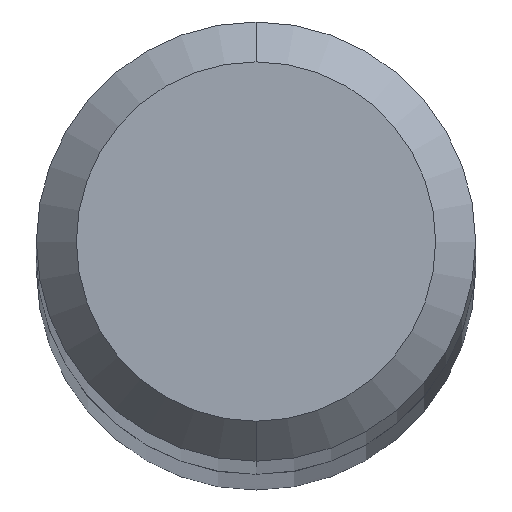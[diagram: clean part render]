
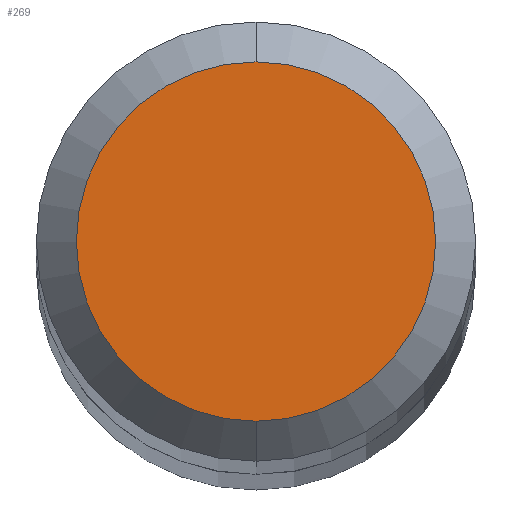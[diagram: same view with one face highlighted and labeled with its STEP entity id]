
A CAD part, top view. The second image highlights one B-rep face of the part: STEP entity #269.
In plain terms, the highlighted planar face has unit normal (0, 0, 1).
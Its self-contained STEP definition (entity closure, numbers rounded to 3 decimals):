
#179=VERTEX_POINT('',#457);
#189=EDGE_CURVE('',#179,#259,#467,.T.);
#259=VERTEX_POINT('',#544);
#269=ADVANCED_FACE('',(#554),#555,.T.);
#345=EDGE_CURVE('',#259,#179,#641,.T.);
#457=CARTESIAN_POINT('',(0.,-1.35,0.0));
#467=CIRCLE('',#802,1.35);
#544=CARTESIAN_POINT('',(0.0,1.35,0.0));
#554=FACE_OUTER_BOUND('',#972,.T.);
#555=PLANE('',#973);
#641=CIRCLE('',#1168,1.35);
#802=AXIS2_PLACEMENT_3D('',#1345,#1346,#1347);
#972=EDGE_LOOP('',(#1439,#1440));
#973=AXIS2_PLACEMENT_3D('',#1441,#1442,#1443);
#1168=AXIS2_PLACEMENT_3D('',#1550,#1551,#1552);
#1345=CARTESIAN_POINT('',(0.0,0.0,0.0));
#1346=DIRECTION('',(0.0,0.0,-1.0));
#1347=DIRECTION('',(0.0,1.0,0.0));
#1439=ORIENTED_EDGE('',*,*,#345,.F.);
#1440=ORIENTED_EDGE('',*,*,#189,.F.);
#1441=CARTESIAN_POINT('',(0.0,0.675,0.0));
#1442=DIRECTION('',(-0.0,0.0,1.0));
#1443=DIRECTION('',(0.0,-1.0,0.0));
#1550=CARTESIAN_POINT('',(0.0,0.0,0.0));
#1551=DIRECTION('',(0.0,0.0,-1.0));
#1552=DIRECTION('',(0.0,1.0,0.0));
